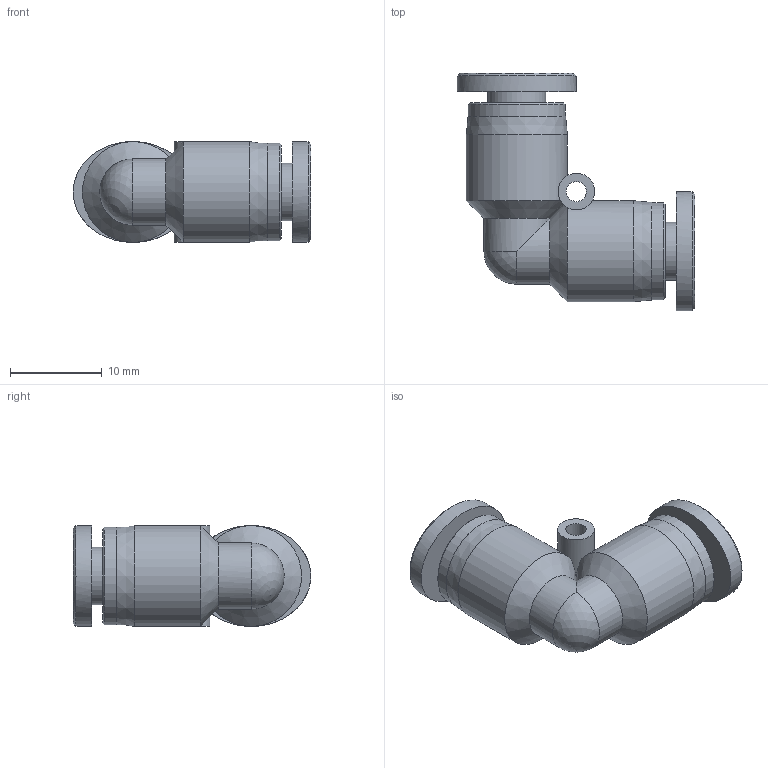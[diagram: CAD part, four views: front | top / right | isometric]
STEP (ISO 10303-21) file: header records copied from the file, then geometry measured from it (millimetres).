
FILE_DESCRIPTION((''),'2;1');
FILE_NAME('PUL 3_16.stp','2016-10-17T15:47:37',('Administrator'),(''),'Autodesk Inventor 2013','Autodesk Inventor 2013','');
FILE_SCHEMA(('CONFIG_CONTROL_DESIGN'));
Length unit declared in the file: millimetre
Products named in the file (3): PUL 3_16; NUL N3_16 BODY; SLEEVE N3_16L
Assembly tree (3 placements, depth 2):
  PUL 3_16
    NUL N3_16 BODY
    SLEEVE N3_16L  x2
Bounding box: 25.9 x 25.9 x 11 mm (x, y, z)
Volume: 2415 mm3; surface area: 2677.4 mm2
Topology: 3 solids, 3 shells, 41 faces, 78 edges, 46 vertices
Faces by surface type: cylinder 14, plane 14, cone 8, bspline 4, sphere 1
Full cylindrical faces by diameter (mm): 2.2 x1, 4 x1, 5 x4, 6.3 x2, 7.2 x2, 10.6 x2, 11 x2
Entity records: 929 total; most frequent: CARTESIAN_POINT 293, DIRECTION 131, ORIENTED_EDGE 82, AXIS2_PLACEMENT_3D 64, EDGE_LOOP 53, EDGE_CURVE 41, VERTEX_POINT 31, FACE_OUTER_BOUND 30
